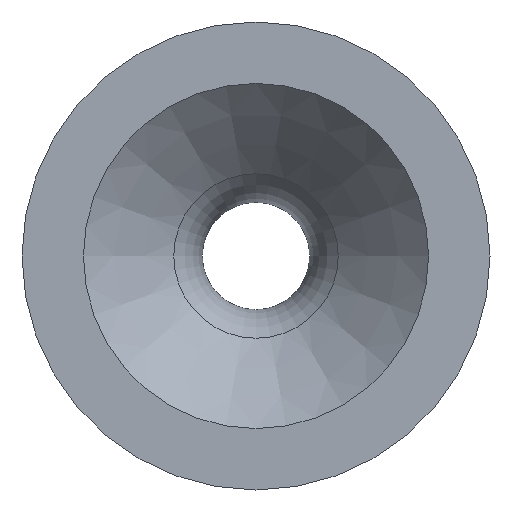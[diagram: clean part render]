
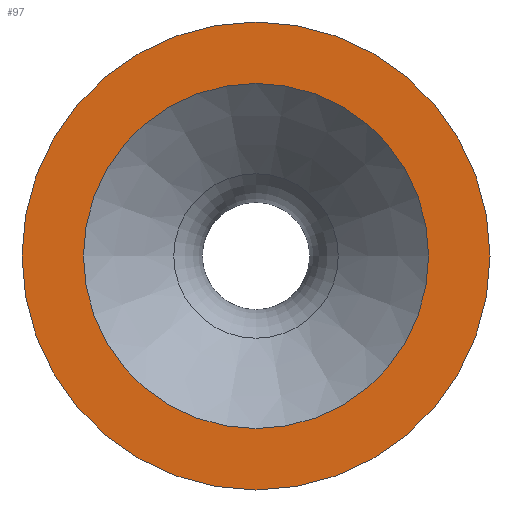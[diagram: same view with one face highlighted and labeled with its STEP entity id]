
A CAD part, front view. The second image highlights one B-rep face of the part: STEP entity #97.
In plain terms, the highlighted planar face has unit normal (0, -1, 0).
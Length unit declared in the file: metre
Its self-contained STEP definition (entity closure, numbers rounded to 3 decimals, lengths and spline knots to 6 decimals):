
#17=PLANE('',#126);
#28=ORIENTED_EDGE('',*,*,#39,.T.);
#29=ORIENTED_EDGE('',*,*,#41,.F.);
#39=EDGE_CURVE('',#47,#47,#55,.T.);
#41=EDGE_CURVE('',#49,#49,#57,.T.);
#47=VERTEX_POINT('',#179);
#49=VERTEX_POINT('',#184);
#55=CIRCLE('',#122,0.012);
#57=CIRCLE('',#125,0.00885);
#68=EDGE_LOOP('',(#28));
#69=EDGE_LOOP('',(#29));
#84=FACE_BOUND('',#68,.T.);
#85=FACE_BOUND('',#69,.T.);
#97=ADVANCED_FACE('',(#84,#85),#17,.T.);
#122=AXIS2_PLACEMENT_3D('',#178,#149,#150);
#125=AXIS2_PLACEMENT_3D('',#183,#155,#156);
#126=AXIS2_PLACEMENT_3D('',#185,#157,#158);
#149=DIRECTION('',(0.,-1.,0.));
#150=DIRECTION('',(-1.,0.,0.));
#155=DIRECTION('',(0.,-1.,0.));
#156=DIRECTION('',(-1.,0.,0.));
#157=DIRECTION('',(0.,-1.,0.));
#158=DIRECTION('',(-1.,0.,0.));
#178=CARTESIAN_POINT('',(0.,-0.0061,0.));
#179=CARTESIAN_POINT('',(-0.012,-0.0061,0.));
#183=CARTESIAN_POINT('',(0.,-0.0061,0.));
#184=CARTESIAN_POINT('',(-0.00885,-0.0061,0.));
#185=CARTESIAN_POINT('',(0.010425,-0.0061,0.));
